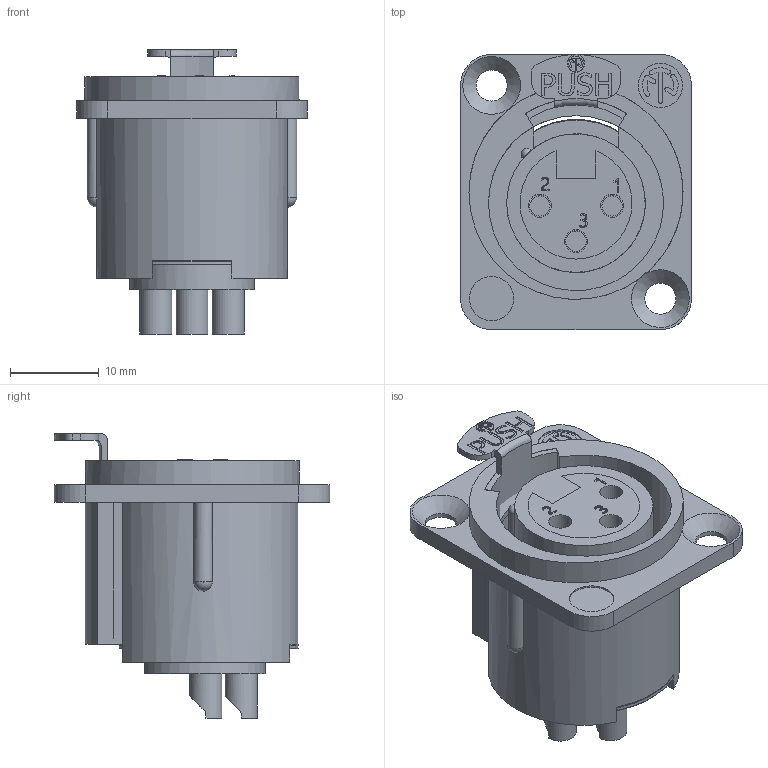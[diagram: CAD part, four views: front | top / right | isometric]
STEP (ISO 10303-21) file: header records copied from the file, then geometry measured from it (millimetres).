
FILE_DESCRIPTION(/* description */ (''),/* implementation_level */ '2;1');
FILE_NAME(/* name */ 'NC3FD-LX.stp',/* time_stamp */ '2023-02-09T09:23:43+08:00',/* author */ ('Ronnel'),/* organization */ ('Lagotronics'),/* preprocessor_version */ 'ST-DEVELOPER v18',/* originating_system */ 'Autodesk Inventor 2020',/* authorisation */ '');
FILE_SCHEMA (('AUTOMOTIVE_DESIGN { 1 0 10303 214 3 1 1 }'));
Length unit declared in the file: millimetre
Products named in the file (6): NC5FD-LX; 5-POLE; BACK LOCK; BODY; PUSH PIN; PIN
Assembly tree (7 placements, depth 2):
  NC5FD-LX
    5-POLE
    BACK LOCK
    BODY
    PUSH PIN
    PIN  x3
Bounding box: 26 x 31 x 32 mm (x, y, z)
Volume: 6486.9 mm3; surface area: 10178.6 mm2
Topology: 7 solids, 7 shells, 424 faces, 1091 edges, 703 vertices
Faces by surface type: plane 175, cylinder 136, bspline 54, torus 32, sphere 25, cone 2
Full cylindrical faces by diameter (mm): 1.9 x1, 2 x1, 2.3 x3, 2.6 x6, 3.3 x3, 3.5 x2, 3.6 x3, 5 x2, 19.7 x1, 24.1 x1
Entity records: 12774 total; most frequent: CARTESIAN_POINT 2932, ORIENTED_EDGE 2044, DIRECTION 1960, EDGE_CURVE 1022, AXIS2_PLACEMENT_3D 713, VERTEX_POINT 657, LINE 534, VECTOR 534
